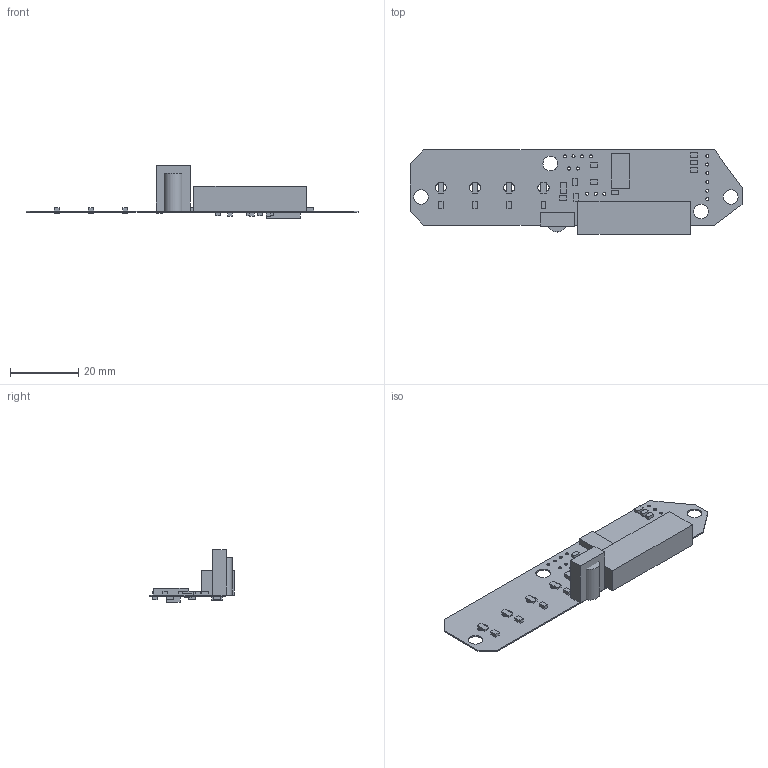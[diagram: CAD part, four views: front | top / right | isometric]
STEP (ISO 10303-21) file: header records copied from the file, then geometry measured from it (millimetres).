
FILE_DESCRIPTION(('Open CASCADE Model'),'2;1');
FILE_NAME('Open CASCADE Shape Model','2013-09-12T21:31:48',('Author'),( 'Open CASCADE'),'Open CASCADE STEP processor 6.2','Open CASCADE 6.2' ,'Unknown');
FILE_SCHEMA(('AUTOMOTIVE_DESIGN { 1 0 10303 214 1 1 1 1 }'));
Length unit declared in the file: millimetre
Products named in the file (64): PCB; Board; R9; 347141920; Extruded; R8; R7; D5; 347142560; 347143712; D4; D3; R5; 347143584; U3; 347144224; 291832600; Cylinder; TR1; 347142304; R3; J1; 347143968; U2; 347143840; U4; 347143456; U1; 347143328; TR2; R6; R4; R2; 347143200; R1; C11; 347142816; C10; C9; 347142944 ...
Assembly tree (85 placements, depth 4):
  PCB
    Board
    R9
      347141920
        Extruded
    R8
      347141920
        Extruded
    R7
      347141920
        Extruded
    D5
      347142560
        Extruded
      347143712
        Extruded
    D4
      347142560
        Extruded
      347143712
        Extruded
    D3
      347142560
        Extruded
      347143712
        Extruded
    R5
      347143584
        Extruded
    U3
      347144224
        Extruded
      291832600
        Cylinder
    TR1
      347142304
        Extruded
    R3
      347141920
        Extruded
    J1
      347143968
        Extruded
    U2
      347143840
        Extruded
    U4
      347143456
        Extruded
    U1
      347143328
        Extruded
    TR2
      347142304
        Extruded
    R6
      347141920
        Extruded
    R4
      347141920
Bounding box: 97 x 24.6 x 15.44 mm (x, y, z)
Volume: 4086.6 mm3; surface area: 6701.8 mm2
Topology: 38 solids, 38 shells, 276 faces, 600 edges, 400 vertices
Faces by surface type: plane 236, cylinder 40
Full cylindrical faces by diameter (mm): 0.8 x3, 0.9 x15, 1.4 x9, 4.3 x4, 5.6 x1
Entity records: 10070 total; most frequent: DIRECTION 1544, CARTESIAN_POINT 1476, LINE 846, VECTOR 846, ORIENTED_EDGE 672, PCURVE 672, DEFINITIONAL_REPRESENTATION 672, EDGE_CURVE 336
